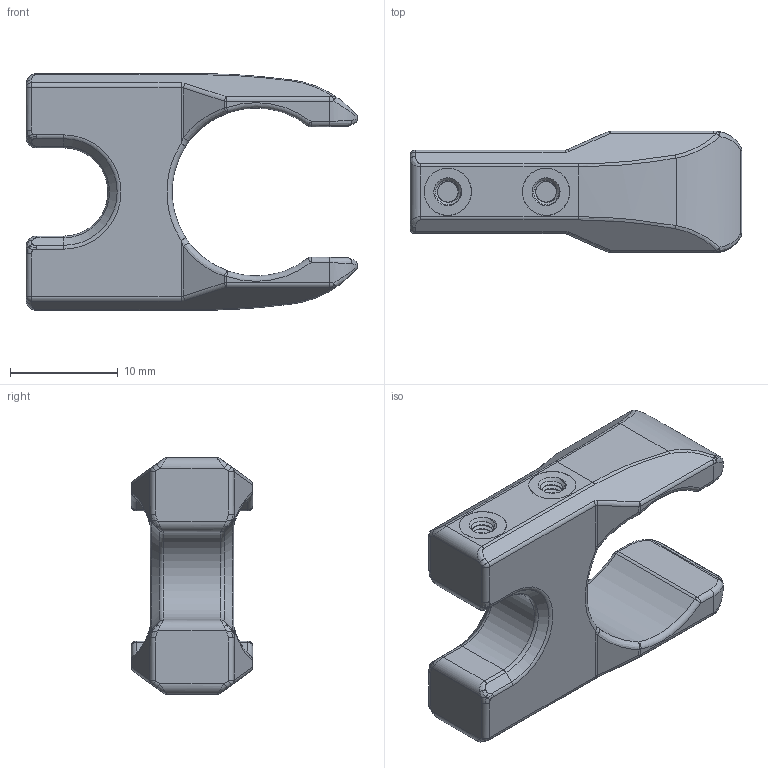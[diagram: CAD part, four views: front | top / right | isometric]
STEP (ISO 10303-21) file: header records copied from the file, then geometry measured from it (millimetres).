
FILE_DESCRIPTION(/* description */ (''),/* implementation_level */ '2;1');
FILE_NAME(/* name */ '20021-003_arm-clip.step',/* time_stamp */ '2020-02-13T15:32:00-07:00',/* author */ (''),/* organization */ (''),/* preprocessor_version */ 'ST-DEVELOPER v18',/* originating_system */ 'Autodesk Translation Framework v8.12.0.6',/* authorisation */ '');
FILE_SCHEMA (('AUTOMOTIVE_DESIGN { 1 0 10303 214 3 1 1 }'));
Length unit declared in the file: millimetre
Products named in the file (2): 20021-003_arm-clip; 94180A321
Assembly tree (4 placements, depth 2):
  20021-003_arm-clip
    94180A321  x4
Bounding box: 30.82 x 11.28 x 22 mm (x, y, z)
Volume: 2998.3 mm3; surface area: 2493.7 mm2
Topology: 5 solids, 5 shells, 1208 faces, 3406 edges, 2232 vertices
Faces by surface type: bspline 652, cylinder 436, plane 60, sphere 28, cone 22, torus 10
Full cylindrical faces by diameter (mm): 1.915 x20, 2.5 x28, 3.86 x4, 3.89 x4, 3.99 x4, 4.37 x4, 4.4 x4
Entity records: 20930 total; most frequent: CARTESIAN_POINT 10392, ORIENTED_EDGE 2402, DIRECTION 2068, EDGE_CURVE 1201, AXIS2_PLACEMENT_3D 850, VERTEX_POINT 753, EDGE_LOOP 478, FACE_OUTER_BOUND 464
